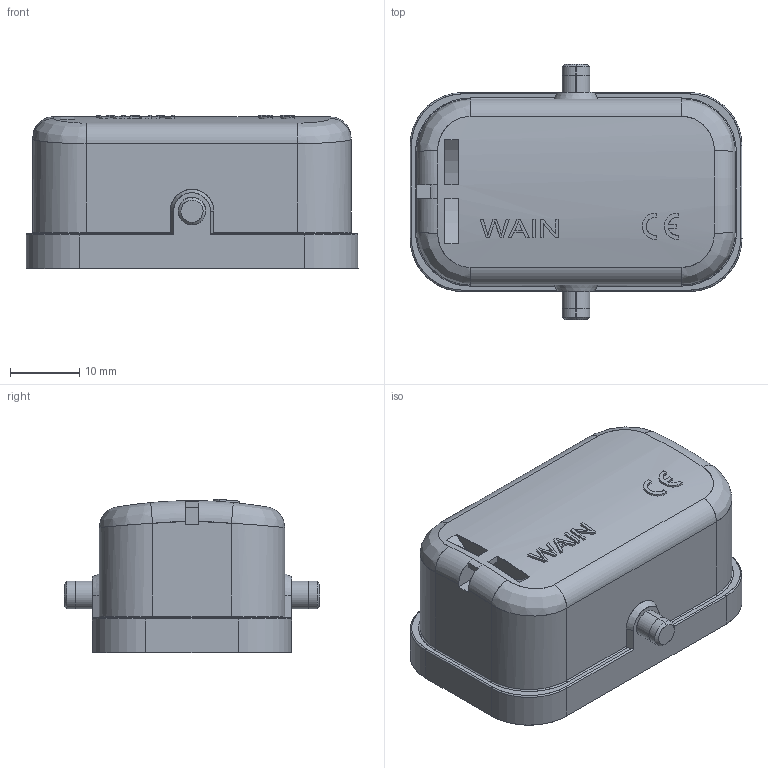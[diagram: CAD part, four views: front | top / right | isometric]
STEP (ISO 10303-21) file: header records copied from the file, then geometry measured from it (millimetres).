
FILE_DESCRIPTION(/* description */ (''),/* implementation_level */ '2;1');
FILE_NAME(/* name */ '229_hc_p-cv-2b_1_20221026_stp.stp',/* time_stamp */ '2023-12-04T16:39:23+08:00',/* author */ (''),/* organization */ (''),/* preprocessor_version */ 'ST-DEVELOPER v18.1',/* originating_system */ 'SIEMENS PLM Software NX 1980',/* authorisation */ '');
FILE_SCHEMA (('AUTOMOTIVE_DESIGN { 1 0 10303 214 3 1 1 1 }'));
Length unit declared in the file: millimetre
Products named in the file (1): 139127CC892D4oml
Bounding box: 48 x 37 x 22.23 mm (x, y, z)
Surface area: 7970.3 mm2 (no closed solid volume)
Topology: 0 solids, 165 shells, 229 faces, 945 edges, 888 vertices
Faces by surface type: plane 88, cylinder 83, torus 30, cone 15, sphere 7, bspline 6
Entity records: 12880 total; most frequent: CARTESIAN_POINT 4265, DIRECTION 1389, ORIENTED_EDGE 1116, EDGE_CURVE 945, VERTEX_POINT 888, AXIS2_PLACEMENT_3D 491, LINE 407, VECTOR 407
